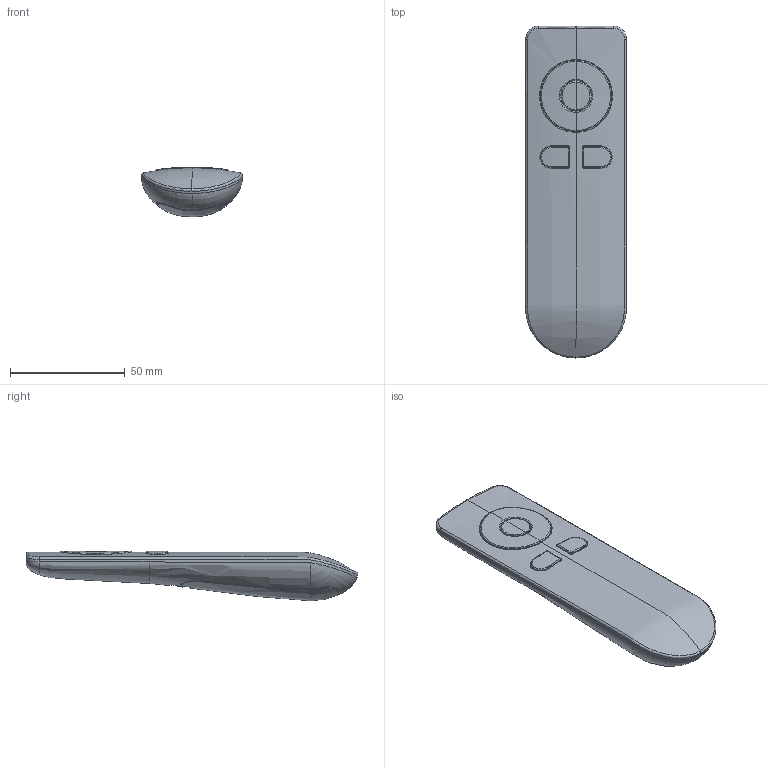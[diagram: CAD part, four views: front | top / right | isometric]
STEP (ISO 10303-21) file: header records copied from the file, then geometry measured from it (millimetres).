
FILE_DESCRIPTION (( 'STEP AP203' ), '1' );
FILE_NAME ('RF Flashline.STEP', '2019-10-01T04:44:39', ( '' ), ( '' ), 'SwSTEP 2.0', 'SolidWorks 2018', '' );
FILE_SCHEMA (( 'CONFIG_CONTROL_DESIGN' ));
Length unit declared in the file: millimetre
Products named in the file (1): RF Flashline
Bounding box: 43.94 x 144.91 x 21.67 mm (x, y, z)
Volume: 59375 mm3; surface area: 23478.8 mm2
Topology: 2 solids, 2 shells, 357 faces, 909 edges, 561 vertices
Faces by surface type: bspline 144, plane 114, cylinder 74, cone 12, sphere 10, torus 3
Entity records: 26885 total; most frequent: CARTESIAN_POINT 19455, ORIENTED_EDGE 1810, DIRECTION 1108, EDGE_CURVE 905, VERTEX_POINT 561, AXIS2_PLACEMENT_3D 385, B_SPLINE_CURVE_WITH_KNOTS 381, EDGE_LOOP 366
